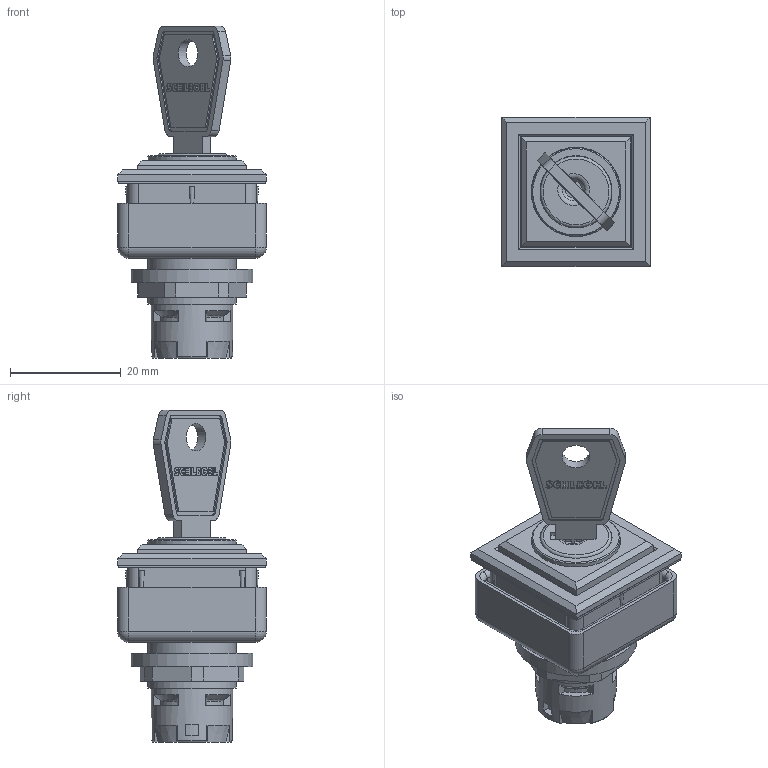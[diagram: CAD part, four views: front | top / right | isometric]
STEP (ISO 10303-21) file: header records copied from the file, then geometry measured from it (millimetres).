
FILE_DESCRIPTION(/* description */ (''),/* implementation_level */ '2;1');
FILE_NAME(/* name */ 'QXJSSA17E.stp',/* time_stamp */ '2020-09-02T10:09:39+02:00',/* author */ ('thagel'),/* organization */ (''),/* preprocessor_version */ 'ST-DEVELOPER v17.2',/* originating_system */ 'Autodesk Inventor 2019',/* authorisation */ '');
FILE_SCHEMA (('AUTOMOTIVE_DESIGN { 1 0 10303 214 3 1 1 }'));
Length unit declared in the file: millimetre
Products named in the file (1): QXJSSA17E
Bounding box: 26.9 x 26.9 x 59.95 mm (x, y, z)
Volume: 14405.2 mm3; surface area: 9501 mm2
Topology: 2 solids, 9 shells, 952 faces, 2639 edges, 1721 vertices
Faces by surface type: plane 780, cylinder 112, sphere 22, cone 20, torus 14, bspline 4
Full cylindrical faces by diameter (mm): 3 x4, 5 x2, 12.1 x2, 12.9 x1, 13.05 x1, 14.65 x1, 16 x3, 16.15 x1, 16.25 x1, 16.5 x1, 19.5 x1, 22 x1
Entity records: 30528 total; most frequent: CARTESIAN_POINT 6187, ORIENTED_EDGE 5238, DIRECTION 4736, EDGE_CURVE 2619, LINE 2224, VECTOR 2224, VERTEX_POINT 1721, AXIS2_PLACEMENT_3D 1256
